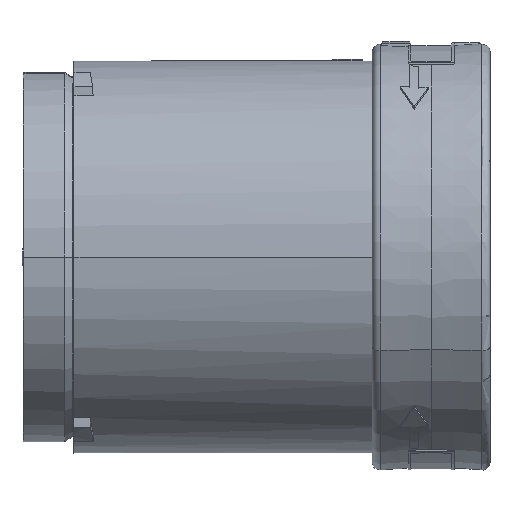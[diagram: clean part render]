
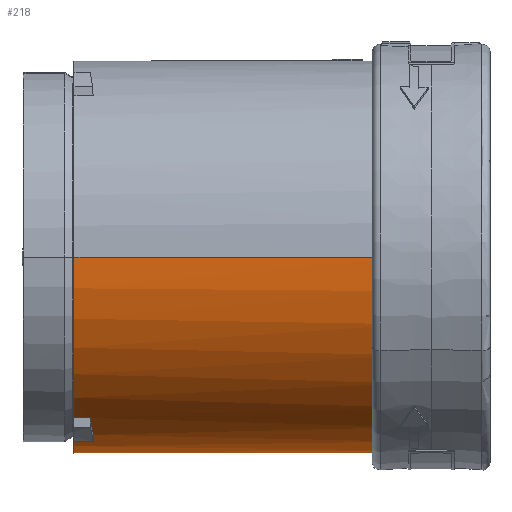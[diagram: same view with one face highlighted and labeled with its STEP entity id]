
A CAD part, left-side view. The second image highlights one B-rep face of the part: STEP entity #218.
In plain terms, the highlighted cylindrical face has radius 34.975 mm (diameter 69.95 mm), a partial arc.
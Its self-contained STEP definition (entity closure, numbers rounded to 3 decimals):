
#218=ADVANCED_FACE('',(#2019,#2020),#2021,.T.);
#2019=FACE_OUTER_BOUND('',#5535,.T.);
#2020=FACE_BOUND('',#5536,.T.);
#2021=CYLINDRICAL_SURFACE('',#5537,34.975);
#5535=EDGE_LOOP('',(#11911,#11912,#11913,#11914,#11915,#11916,#11917,#11918,#11919,#11920));
#5536=EDGE_LOOP('',(#11921,#11922,#11923,#11924,#11925,#11926));
#5537=AXIS2_PLACEMENT_3D('',#11927,#11928,#11929);
#11911=ORIENTED_EDGE('',*,*,#25224,.F.);
#11912=ORIENTED_EDGE('',*,*,#25147,.F.);
#11913=ORIENTED_EDGE('',*,*,#25237,.T.);
#11914=ORIENTED_EDGE('',*,*,#25140,.T.);
#11915=ORIENTED_EDGE('',*,*,#25240,.F.);
#11916=ORIENTED_EDGE('',*,*,#25248,.T.);
#11917=ORIENTED_EDGE('',*,*,#25242,.F.);
#11918=ORIENTED_EDGE('',*,*,#25138,.F.);
#11919=ORIENTED_EDGE('',*,*,#25247,.F.);
#11920=ORIENTED_EDGE('',*,*,#25249,.T.);
#11921=ORIENTED_EDGE('',*,*,#25134,.F.);
#11922=ORIENTED_EDGE('',*,*,#25132,.F.);
#11923=ORIENTED_EDGE('',*,*,#25130,.F.);
#11924=ORIENTED_EDGE('',*,*,#25128,.F.);
#11925=ORIENTED_EDGE('',*,*,#25127,.F.);
#11926=ORIENTED_EDGE('',*,*,#25125,.T.);
#11927=CARTESIAN_POINT('',(0.0,3.145,0.0));
#11928=DIRECTION('',(0.0,1.0,-0.0));
#11929=DIRECTION('',(-1.0,0.0,0.0));
#25125=EDGE_CURVE('',#30149,#30151,#30153,.T.);
#25127=EDGE_CURVE('',#30149,#30154,#30156,.T.);
#25128=EDGE_CURVE('',#30154,#30157,#30158,.T.);
#25130=EDGE_CURVE('',#30157,#30160,#30161,.T.);
#25132=EDGE_CURVE('',#30160,#30163,#30164,.T.);
#25134=EDGE_CURVE('',#30163,#30151,#30166,.T.);
#25138=EDGE_CURVE('',#30172,#30168,#30174,.T.);
#25140=EDGE_CURVE('',#30177,#30175,#30178,.T.);
#25147=EDGE_CURVE('',#30188,#30190,#30191,.T.);
#25224=EDGE_CURVE('',#30190,#30312,#30313,.T.);
#25237=EDGE_CURVE('',#30188,#30177,#30332,.T.);
#25240=EDGE_CURVE('',#30334,#30175,#30336,.T.);
#25242=EDGE_CURVE('',#30168,#30339,#30340,.T.);
#25247=EDGE_CURVE('',#30345,#30172,#30347,.T.);
#25248=EDGE_CURVE('',#30334,#30339,#30348,.T.);
#25249=EDGE_CURVE('',#30345,#30312,#30349,.T.);
#30149=VERTEX_POINT('',#38763);
#30151=VERTEX_POINT('',#38766);
#30153=CIRCLE('',#38769,34.975);
#30154=VERTEX_POINT('',#38770);
#30156=LINE('',#38773,#38774);
#30157=VERTEX_POINT('',#38775);
#30158=B_SPLINE_CURVE_WITH_KNOTS('',3,(#38776,#38777,#38778,#38779,#38780,#38781),.UNSPECIFIED.,.F.,.F.,(4,1,1,4),(0.0,0.333,0.667,1.0),.UNSPECIFIED.);
#30160=VERTEX_POINT('',#38786);
#30161=CIRCLE('',#38787,34.975);
#30163=VERTEX_POINT('',#38792);
#30164=B_SPLINE_CURVE_WITH_KNOTS('',3,(#38793,#38794,#38795,#38796,#38797,#38798),.UNSPECIFIED.,.F.,.F.,(4,1,1,4),(0.0,0.333,0.667,1.0),.UNSPECIFIED.);
#30166=LINE('',#38801,#38802);
#30168=VERTEX_POINT('',#38804);
#30172=VERTEX_POINT('',#38818);
#30174=B_SPLINE_CURVE_WITH_KNOTS('',3,(#38821,#38822,#38823,#38824,#38825,#38826),.UNSPECIFIED.,.F.,.F.,(4,1,1,4),(0.0,0.333,0.667,1.0),.UNSPECIFIED.);
#30175=VERTEX_POINT('',#38827);
#30177=VERTEX_POINT('',#38829);
#30178=CIRCLE('',#38830,34.975);
#30188=VERTEX_POINT('',#38843);
#30190=VERTEX_POINT('',#38846);
#30191=B_SPLINE_CURVE_WITH_KNOTS('',3,(#38847,#38848,#38849,#38850),.UNSPECIFIED.,.F.,.F.,(4,4),(0.0,1.0),.UNSPECIFIED.);
#30312=VERTEX_POINT('',#39202);
#30313=LINE('',#39203,#39204);
#30332=LINE('',#39233,#39234);
#30334=VERTEX_POINT('',#39236);
#30336=LINE('',#39238,#39239);
#30339=VERTEX_POINT('',#39243);
#30340=LINE('',#39244,#39245);
#30345=VERTEX_POINT('',#39252);
#30347=LINE('',#39255,#39256);
#30348=CIRCLE('',#39257,34.975);
#30349=CIRCLE('',#39258,34.975);
#38763=CARTESIAN_POINT('',(0.9,-55.8,-34.963));
#38766=CARTESIAN_POINT('',(-0.9,-55.8,-34.963));
#38769=AXIS2_PLACEMENT_3D('',#52346,#52347,#52348);
#38770=CARTESIAN_POINT('',(0.9,-58.3,-34.963));
#38773=CARTESIAN_POINT('',(0.9,-55.8,-34.963));
#38774=VECTOR('',#52350,2.5);
#38775=CARTESIAN_POINT('',(0.4,-58.8,-34.973));
#38776=CARTESIAN_POINT('',(0.9,-58.3,-34.963));
#38777=CARTESIAN_POINT('',(0.844,-58.356,-34.965));
#38778=CARTESIAN_POINT('',(0.733,-58.467,-34.971));
#38779=CARTESIAN_POINT('',(0.567,-58.633,-34.967));
#38780=CARTESIAN_POINT('',(0.456,-58.744,-34.972));
#38781=CARTESIAN_POINT('',(0.4,-58.8,-34.973));
#38786=CARTESIAN_POINT('',(-0.4,-58.8,-34.973));
#38787=AXIS2_PLACEMENT_3D('',#52351,#52352,#52353);
#38792=CARTESIAN_POINT('',(-0.9,-58.3,-34.963));
#38793=CARTESIAN_POINT('',(-0.4,-58.8,-34.973));
#38794=CARTESIAN_POINT('',(-0.456,-58.744,-34.972));
#38795=CARTESIAN_POINT('',(-0.567,-58.633,-34.967));
#38796=CARTESIAN_POINT('',(-0.733,-58.467,-34.971));
#38797=CARTESIAN_POINT('',(-0.844,-58.356,-34.965));
#38798=CARTESIAN_POINT('',(-0.9,-58.3,-34.963));
#38801=CARTESIAN_POINT('',(-0.9,-58.3,-34.963));
#38802=VECTOR('',#52355,2.5);
#38804=CARTESIAN_POINT('',(-20.061,-2.875,-28.65));
#38818=CARTESIAN_POINT('',(-14.849,-3.4,-31.667));
#38821=CARTESIAN_POINT('',(-14.849,-3.4,-31.667));
#38822=CARTESIAN_POINT('',(-15.455,-3.342,-31.382));
#38823=CARTESIAN_POINT('',(-16.652,-3.226,-30.778));
#38824=CARTESIAN_POINT('',(-18.392,-3.051,-29.771));
#38825=CARTESIAN_POINT('',(-19.512,-2.934,-29.034));
#38826=CARTESIAN_POINT('',(-20.061,-2.875,-28.65));
#38827=CARTESIAN_POINT('',(-34.975,-59.8,0.0));
#38829=CARTESIAN_POINT('',(34.975,-59.8,0.0));
#38830=AXIS2_PLACEMENT_3D('',#52360,#52361,#52362);
#38843=CARTESIAN_POINT('',(34.975,-3.4,0.0));
#38846=CARTESIAN_POINT('',(34.457,-2.875,-6.));
#38847=CARTESIAN_POINT('',(34.975,-3.4,0.0));
#38848=CARTESIAN_POINT('',(34.975,-3.224,-2.015));
#38849=CARTESIAN_POINT('',(34.802,-3.049,-4.015));
#38850=CARTESIAN_POINT('',(34.457,-2.875,-6.));
#39202=CARTESIAN_POINT('',(34.457,0.0,-6.));
#39203=CARTESIAN_POINT('',(34.457,-2.875,-6.));
#39204=VECTOR('',#52447,2.875);
#39233=CARTESIAN_POINT('',(34.975,-3.4,0.0));
#39234=VECTOR('',#52464,56.4);
#39236=CARTESIAN_POINT('',(-34.975,0.0,0.0));
#39238=CARTESIAN_POINT('',(-34.975,0.0,0.0));
#39239=VECTOR('',#52471,59.8);
#39243=CARTESIAN_POINT('',(-20.061,0.0,-28.65));
#39244=CARTESIAN_POINT('',(-20.061,-2.875,-28.65));
#39245=VECTOR('',#52473,2.875);
#39252=CARTESIAN_POINT('',(-14.849,0.0,-31.667));
#39255=CARTESIAN_POINT('',(-14.849,0.0,-31.667));
#39256=VECTOR('',#52480,3.4);
#39257=AXIS2_PLACEMENT_3D('',#52481,#52482,#52483);
#39258=AXIS2_PLACEMENT_3D('',#52484,#52485,#52486);
#52346=CARTESIAN_POINT('',(0.0,-55.8,0.0));
#52347=DIRECTION('',(0.0,1.0,0.0));
#52348=DIRECTION('',(0.026,0.0,-1.));
#52350=DIRECTION('',(0.0,-1.0,0.));
#52351=CARTESIAN_POINT('',(0.0,-58.8,0.0));
#52352=DIRECTION('',(0.0,1.0,0.0));
#52353=DIRECTION('',(0.011,0.0,-1.));
#52355=DIRECTION('',(0.0,1.0,0.));
#52360=CARTESIAN_POINT('',(0.0,-59.8,0.0));
#52361=DIRECTION('',(-0.0,1.0,0.0));
#52362=DIRECTION('',(1.0,0.0,0.0));
#52447=DIRECTION('',(0.,1.0,0.));
#52464=DIRECTION('',(0.0,-1.0,0.0));
#52471=DIRECTION('',(0.0,-1.0,0.0));
#52473=DIRECTION('',(0.,1.0,0.));
#52480=DIRECTION('',(0.,-1.0,0.));
#52481=CARTESIAN_POINT('',(0.0,0.0,0.0));
#52482=DIRECTION('',(0.0,-1.0,0.0));
#52483=DIRECTION('',(-1.0,0.0,0.0));
#52484=CARTESIAN_POINT('',(0.0,0.0,0.0));
#52485=DIRECTION('',(0.0,-1.0,-0.0));
#52486=DIRECTION('',(-0.425,0.0,-0.905));
